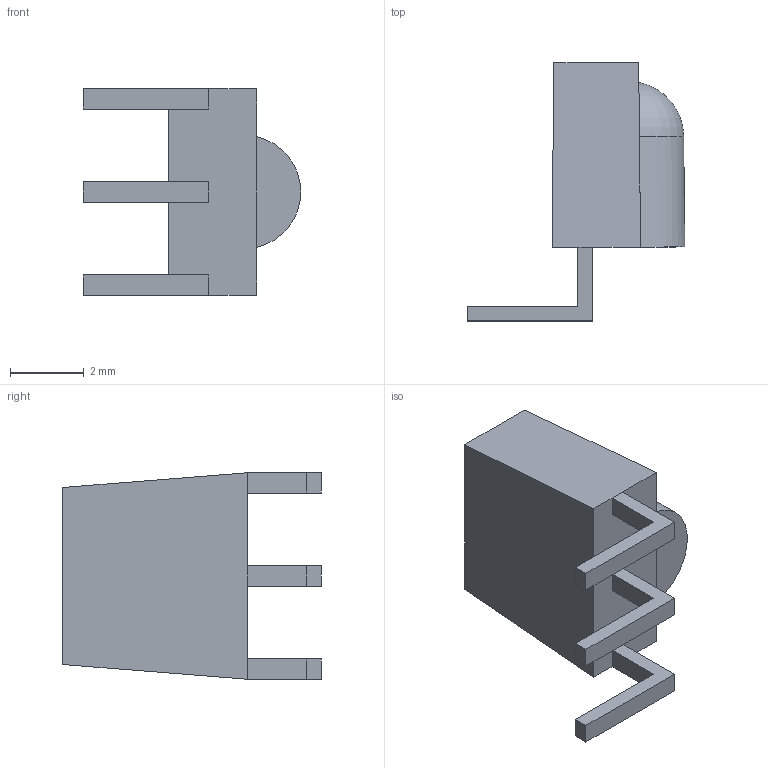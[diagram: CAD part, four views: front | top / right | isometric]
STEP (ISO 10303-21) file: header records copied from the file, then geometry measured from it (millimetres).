
FILE_DESCRIPTION (( 'STEP AP214' ), '1' );
FILE_NAME ('HC-1538LD.STEP', '2024-02-17T04:45:16', ( '' ), ( '' ), 'SwSTEP 2.0', 'SolidWorks 2016', '' );
FILE_SCHEMA (( 'AUTOMOTIVE_DESIGN' ));
Length unit declared in the file: millimetre
Products named in the file (1): HC-1538LD
Bounding box: 5.9 x 7 x 5.6 mm (x, y, z)
Volume: 75 mm3; surface area: 136.9 mm2
Topology: 1 solids, 1 shells, 32 faces, 80 edges, 51 vertices
Faces by surface type: plane 28, cylinder 2, torus 2
Entity records: 1242 total; most frequent: CARTESIAN_POINT 190, ORIENTED_EDGE 160, DIRECTION 149, EDGE_CURVE 80, LINE 73, VECTOR 73, VERTEX_POINT 51, AXIS2_PLACEMENT_3D 38
